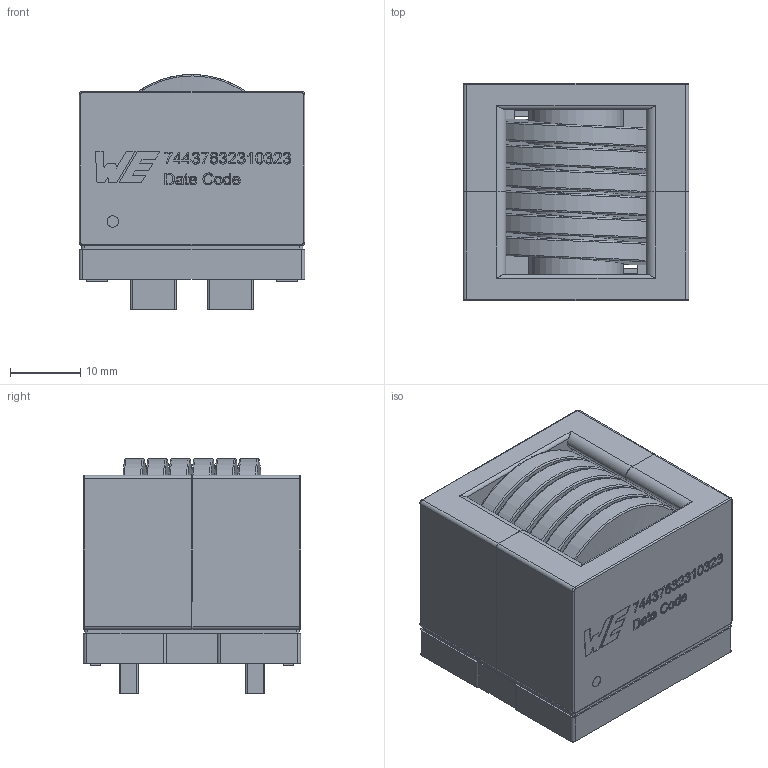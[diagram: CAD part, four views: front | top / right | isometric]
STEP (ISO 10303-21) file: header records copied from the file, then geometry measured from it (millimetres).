
FILE_DESCRIPTION(/* description */ ('Unknown'),/* implementation_level */ '2;1');
FILE_NAME(/* name */ '74437632310323',/* time_stamp */ '2024-08-19T11:33:50+08:00',/* author */ ('Unknown'),/* organization */ ('Unknown'),/* preprocessor_version */ 'ST-DEVELOPER v19.4',/* originating_system */ 'Solid Edge',/* authorisation */ 'Unknown');
FILE_SCHEMA (('AUTOMOTIVE_DESIGN {1 0 10303 214 3 1 1}'));
Length unit declared in the file: millimetre
Products named in the file (6): 74437632310323; Base1; Coil_0323_2.7; Core_B; Core_F; Glue
Assembly tree (5 placements, depth 2):
  74437632310323
    Base1
    Coil_0323_2.7
    Core_B
    Core_F
    Glue
Bounding box: 32.2 x 31 x 33.5 mm (x, y, z)
Volume: 23508.9 mm3; surface area: 18619.4 mm2
Topology: 5 solids, 5 shells, 463 faces, 1183 edges, 768 vertices
Faces by surface type: plane 234, bspline 147, cylinder 74, torus 8
Full cylindrical faces by diameter (mm): 1.606 x1, 13.5 x2
Entity records: 34057 total; most frequent: CARTESIAN_POINT 21506, ORIENTED_EDGE 2348, DIRECTION 1428, EDGE_CURVE 1174, VERTEX_POINT 768, EDGE_LOOP 528, FACE_BOUND 528, LINE 500
